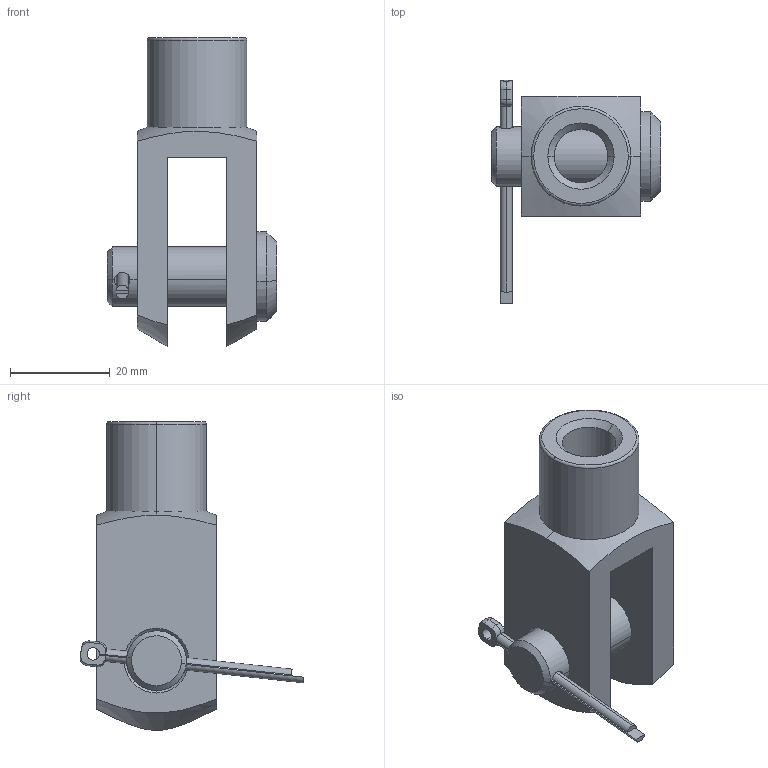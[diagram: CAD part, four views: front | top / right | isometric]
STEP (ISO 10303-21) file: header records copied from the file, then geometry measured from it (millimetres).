
FILE_DESCRIPTION (( 'STEP AP214' ), '1' );
FILE_NAME ('RD001394_SP.STEP', '2018-09-17T15:22:44', ( '' ), ( '' ), 'SwSTEP 2.0', 'SolidWorks 2018', '' );
FILE_SCHEMA (( 'AUTOMOTIVE_DESIGN' ));
Length unit declared in the file: millimetre
Products named in the file (1): RD001394_SP
Bounding box: 34 x 44.84 x 62 mm (x, y, z)
Volume: 19766 mm3; surface area: 9941 mm2
Topology: 3 solids, 3 shells, 64 faces, 156 edges, 97 vertices
Faces by surface type: cylinder 23, plane 18, cone 15, torus 8
Entity records: 2961 total; most frequent: CARTESIAN_POINT 690, DIRECTION 321, ORIENTED_EDGE 312, EDGE_CURVE 156, AXIS2_PLACEMENT_3D 130, VERTEX_POINT 97, EDGE_LOOP 71, UNCERTAINTY_MEASURE_WITH_UNIT 69
